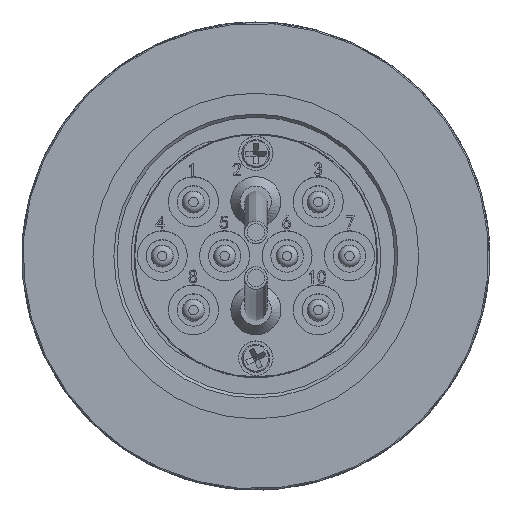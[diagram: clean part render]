
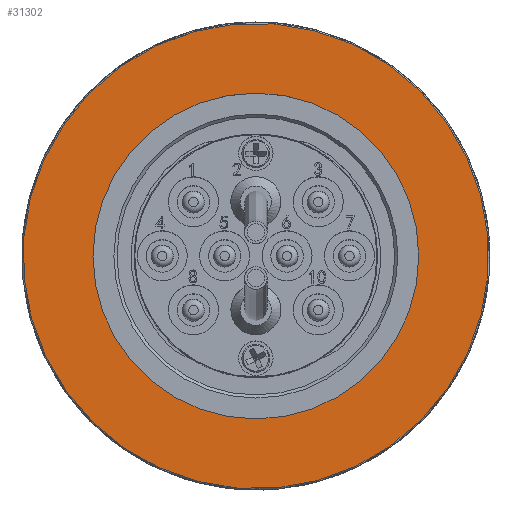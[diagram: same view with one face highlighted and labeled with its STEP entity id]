
A CAD part, top view. The second image highlights one B-rep face of the part: STEP entity #31302.
In plain terms, the highlighted planar face has unit normal (0, 0, 1).
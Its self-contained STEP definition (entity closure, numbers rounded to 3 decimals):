
#1288 = DIRECTION ( 'NONE',  ( 0., 0., 1. ) ) ;
#3286 = FACE_OUTER_BOUND ( 'NONE', #32549, .T. ) ;
#3863 = AXIS2_PLACEMENT_3D ( 'NONE', #50224, #46045, #7767 ) ;
#5092 = VERTEX_POINT ( 'NONE', #6911 ) ;
#6602 = CARTESIAN_POINT ( 'NONE',  ( 2.9, 37.187, 0. ) ) ;
#6756 = DIRECTION ( 'NONE',  ( 0., 0., 1. ) ) ;
#6911 = CARTESIAN_POINT ( 'NONE',  ( 3.058, 37.174, 0. ) ) ;
#7767 = DIRECTION ( 'NONE',  ( -1., 0., 0. ) ) ;
#8988 = ORIENTED_EDGE ( 'NONE', *, *, #37517, .T. ) ;
#16180 = FACE_BOUND ( 'NONE', #32742, .T. ) ;
#16419 = CARTESIAN_POINT ( 'NONE',  ( 0., 0., 0. ) ) ;
#16888 = CIRCLE ( 'NONE', #37426, 37.3 ) ;
#18057 = VERTEX_POINT ( 'NONE', #6602 ) ;
#28053 = CARTESIAN_POINT ( 'NONE',  ( 0., 0., 0. ) ) ;
#28109 = AXIS2_PLACEMENT_3D ( 'NONE', #16419, #50182, #32911 ) ;
#29654 = ORIENTED_EDGE ( 'NONE', *, *, #49476, .T. ) ;
#31302 = ADVANCED_FACE ( 'NONE', ( #3286, #16180 ), #33227, .F. ) ;
#32549 = EDGE_LOOP ( 'NONE', ( #48129, #29654 ) ) ;
#32742 = EDGE_LOOP ( 'NONE', ( #8988 ) ) ;
#32911 = DIRECTION ( 'NONE',  ( -1., 0., 0. ) ) ;
#33227 = PLANE ( 'NONE',  #3863 ) ;
#33315 = CIRCLE ( 'NONE', #48477, 37.3 ) ;
#35439 = DIRECTION ( 'NONE',  ( -1., 0., 0. ) ) ;
#37426 = AXIS2_PLACEMENT_3D ( 'NONE', #39616, #1288, #35439 ) ;
#37517 = EDGE_CURVE ( 'NONE', #38748, #38748, #43283, .T. ) ;
#38748 = VERTEX_POINT ( 'NONE', #50986 ) ;
#39616 = CARTESIAN_POINT ( 'NONE',  ( 0., 0., 0. ) ) ;
#40883 = DIRECTION ( 'NONE',  ( -1., 0., 0. ) ) ;
#43124 = EDGE_CURVE ( 'NONE', #5092, #18057, #33315, .T. ) ;
#43283 = CIRCLE ( 'NONE', #28109, 26.1 ) ;
#46045 = DIRECTION ( 'NONE',  ( 0., 0., -1. ) ) ;
#48129 = ORIENTED_EDGE ( 'NONE', *, *, #43124, .T. ) ;
#48477 = AXIS2_PLACEMENT_3D ( 'NONE', #28053, #6756, #40883 ) ;
#49476 = EDGE_CURVE ( 'NONE', #18057, #5092, #16888, .T. ) ;
#50182 = DIRECTION ( 'NONE',  ( 0., 0., -1. ) ) ;
#50224 = CARTESIAN_POINT ( 'NONE',  ( 0., 0., 0. ) ) ;
#50986 = CARTESIAN_POINT ( 'NONE',  ( -26.1, 0., 0. ) ) ;
